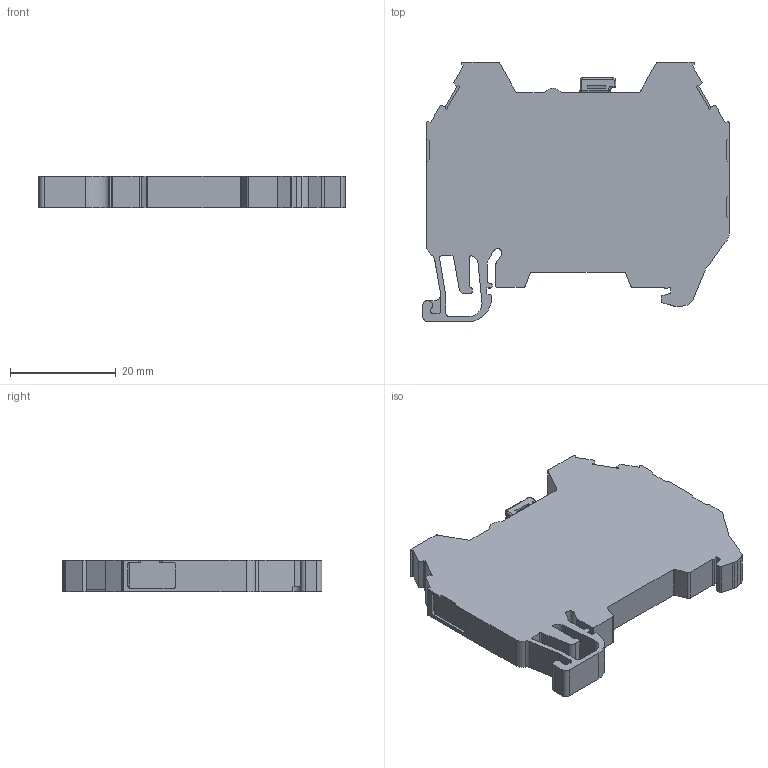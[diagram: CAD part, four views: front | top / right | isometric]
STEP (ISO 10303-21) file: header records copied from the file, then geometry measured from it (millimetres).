
FILE_DESCRIPTION (( 'STEP AP214' ), '1' );
FILE_NAME ('324940_AVK 2,5 EA_BG.STP', '2015-08-06T09:54:57', ( '' ), ( '' ), 'SwSTEP 2.0', 'SolidWorks 2015', '' );
FILE_SCHEMA (( 'AUTOMOTIVE_DESIGN' ));
Length unit declared in the file: millimetre
Products named in the file (1): 324940_AVK 2,5 EA_BG
Bounding box: 57.83 x 49.05 x 6 mm (x, y, z)
Volume: 12523.2 mm3; surface area: 6165.7 mm2
Topology: 1 solids, 1 shells, 276 faces, 786 edges, 508 vertices
Faces by surface type: plane 152, cylinder 108, torus 8, sphere 6, cone 2
Entity records: 11828 total; most frequent: CARTESIAN_POINT 1641, ORIENTED_EDGE 1560, DIRECTION 1543, EDGE_CURVE 780, VECTOR 531, LINE 531, VERTEX_POINT 508, AXIS2_PLACEMENT_3D 506
